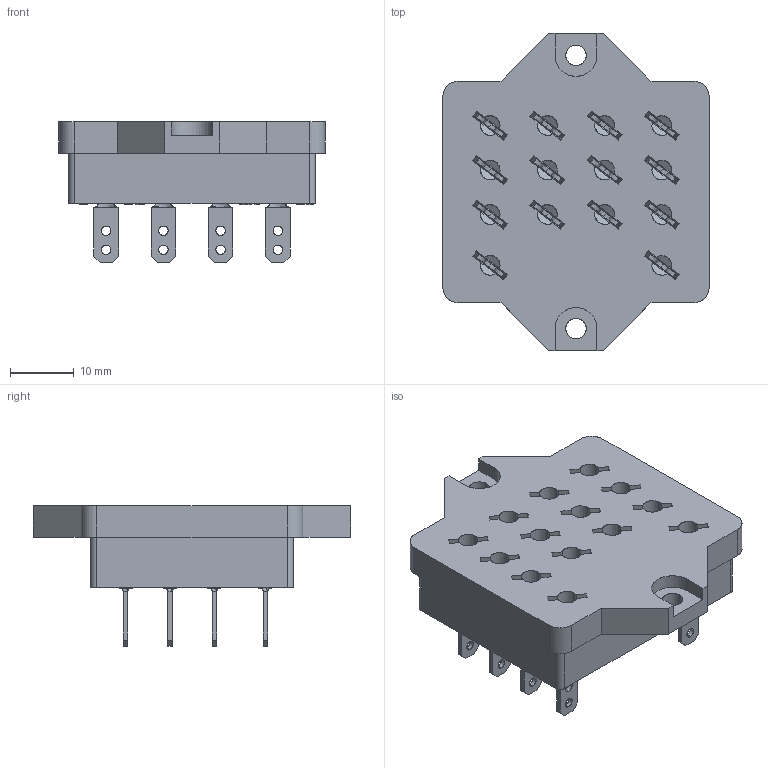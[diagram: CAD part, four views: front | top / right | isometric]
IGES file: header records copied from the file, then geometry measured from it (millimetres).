
Start section: SolidWorks IGES file using analytic representation for surfaces
Global section: file name: GOP14.IGS; native system: SolidWorks 2016; preprocessor: SolidWorks 2016; author: pikusl; date: 160531.095022; units: millimetre
Bounding box: 41.9 x 49.9 x 22.18 mm (x, y, z)
Surface area: 10715.7 mm2 (no closed solid volume)
Topology: 0 solids, 0 shells, 1083 faces, 12849 edges, 12845 vertices
Faces by surface type: bspline 791, revolution 292
